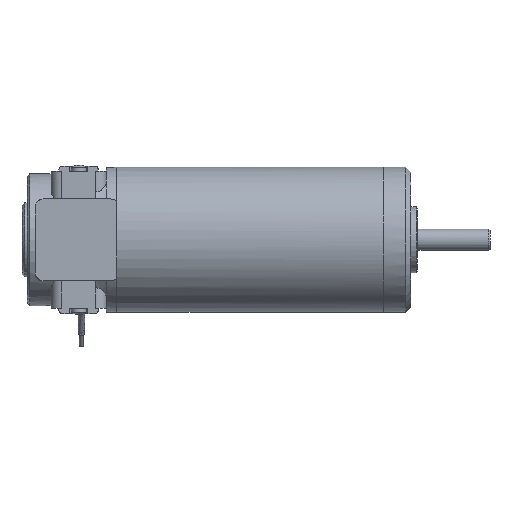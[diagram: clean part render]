
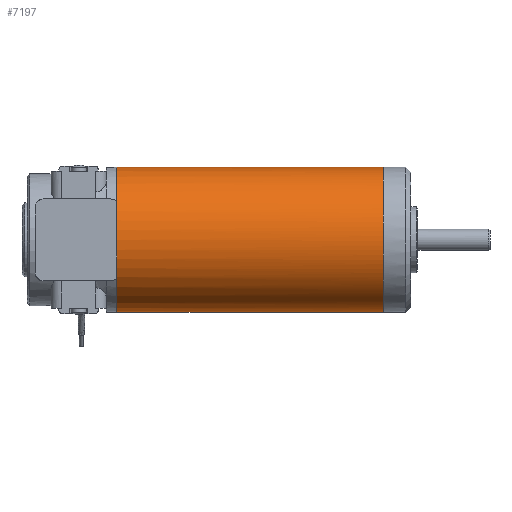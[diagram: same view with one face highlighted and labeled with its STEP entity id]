
A CAD part, front view. The second image highlights one B-rep face of the part: STEP entity #7197.
In plain terms, the highlighted cylindrical face has radius 27.5 mm (diameter 55 mm), a full revolution.
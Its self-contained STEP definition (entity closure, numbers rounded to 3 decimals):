
#32 = EDGE_LOOP ( 'NONE', ( #2124, #7541, #3862 ) ) ;
#194 = EDGE_CURVE ( 'Defeature ausgef�hrt1_260+Defeature ausgef�hrt1_261+Defeature ausgef�hrt1_97+Defeature ausgef�hrt1_33', #1756, #2843, #572, .T. ) ;
#308 = DIRECTION ( 'NONE',  ( 0., 0., 1. ) ) ;
#321 = DIRECTION ( 'NONE',  ( 1., 0., 0. ) ) ;
#329 = CARTESIAN_POINT ( 'NONE',  ( -2., 0., 0. ) ) ;
#572 = CIRCLE ( 'NONE', #612, 27.5 ) ;
#612 = AXIS2_PLACEMENT_3D ( 'NONE', #329, #321, #308 ) ;
#616 = CARTESIAN_POINT ( 'NONE',  ( 99., 0., 27.5 ) ) ;
#628 = VERTEX_POINT ( 'NONE', #616 ) ;
#675 = CIRCLE ( 'NONE', #7548, 27.5 ) ;
#1101 = AXIS2_PLACEMENT_3D ( 'NONE', #3381, #3378, #3367 ) ;
#1183 = CARTESIAN_POINT ( 'NONE',  ( -2., -27.5, 0. ) ) ;
#1277 = ORIENTED_EDGE ( 'NONE', *, *, #8252, .F. ) ;
#1682 = CIRCLE ( 'NONE', #1795, 27.5 ) ;
#1714 = CARTESIAN_POINT ( 'NONE',  ( -2., -23.575, -14.158 ) ) ;
#1756 = VERTEX_POINT ( 'NONE', #1714 ) ;
#1795 = AXIS2_PLACEMENT_3D ( 'NONE', #2767, #2755, #2742 ) ;
#2124 = ORIENTED_EDGE ( 'NONE', *, *, #7348, .T. ) ;
#2742 = DIRECTION ( 'NONE',  ( 0., 0., 1. ) ) ;
#2755 = DIRECTION ( 'NONE',  ( 1., 0., 0. ) ) ;
#2767 = CARTESIAN_POINT ( 'NONE',  ( -2., 0., 0. ) ) ;
#2843 = VERTEX_POINT ( 'NONE', #6831 ) ;
#3367 = DIRECTION ( 'NONE',  ( 0., 0., -1. ) ) ;
#3378 = DIRECTION ( 'NONE',  ( -1., 0., 0. ) ) ;
#3381 = CARTESIAN_POINT ( 'NONE',  ( 99., 0., 0. ) ) ;
#3398 = CYLINDRICAL_SURFACE ( 'NONE', #1101, 27.5 ) ;
#3405 = FACE_OUTER_BOUND ( 'NONE', #32, .T. ) ;
#3412 = FACE_OUTER_BOUND ( 'NONE', #3524, .T. ) ;
#3524 = EDGE_LOOP ( 'NONE', ( #1277 ) ) ;
#3862 = ORIENTED_EDGE ( 'NONE', *, *, #194, .T. ) ;
#4814 = DIRECTION ( 'NONE',  ( 0., 0., 1. ) ) ;
#4815 = DIRECTION ( 'NONE',  ( 1., 0., 0. ) ) ;
#4826 = CARTESIAN_POINT ( 'NONE',  ( -2., 0., 0. ) ) ;
#5190 = EDGE_CURVE ( 'Defeature ausgef�hrt1_260+Defeature ausgef�hrt1_97+Defeature ausgef�hrt1_33+Defeature ausgef�hrt1_261', #7811, #1756, #675, .T. ) ;
#6566 = CIRCLE ( 'NONE', #6683, 27.5 ) ;
#6683 = AXIS2_PLACEMENT_3D ( 'NONE', #7394, #7386, #7370 ) ;
#6831 = CARTESIAN_POINT ( 'NONE',  ( -2., -23.575, 14.158 ) ) ;
#7197 = ADVANCED_FACE ( 'Defeature ausgef�hrt1_260', ( #3412, #3405 ), #3398, .T. ) ;
#7348 = EDGE_CURVE ( 'Defeature ausgef�hrt1_260+Defeature ausgef�hrt1_33+Defeature ausgef�hrt1_261+Defeature ausgef�hrt1_97', #2843, #7811, #1682, .T. ) ;
#7370 = DIRECTION ( 'NONE',  ( 0., 0., 1. ) ) ;
#7386 = DIRECTION ( 'NONE',  ( 1., 0., 0. ) ) ;
#7394 = CARTESIAN_POINT ( 'NONE',  ( 99., 0., 0. ) ) ;
#7541 = ORIENTED_EDGE ( 'NONE', *, *, #5190, .T. ) ;
#7548 = AXIS2_PLACEMENT_3D ( 'NONE', #4826, #4815, #4814 ) ;
#7811 = VERTEX_POINT ( 'NONE', #1183 ) ;
#8252 = EDGE_CURVE ( 'NONE', #628, #628, #6566, .T. ) ;
